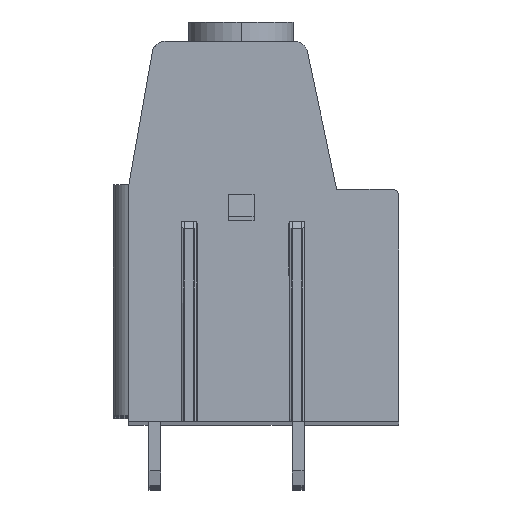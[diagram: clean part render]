
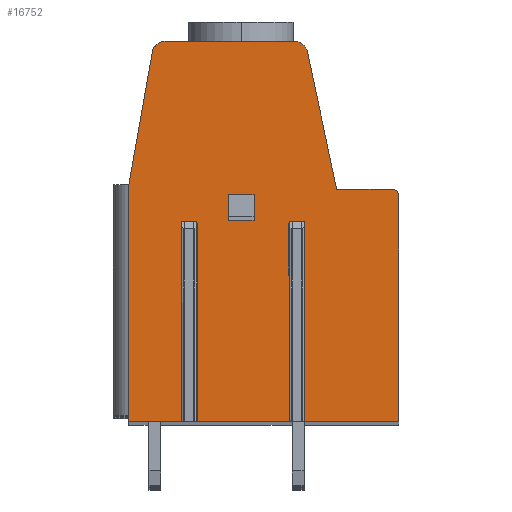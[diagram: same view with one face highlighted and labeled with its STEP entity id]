
A CAD part, top view. The second image highlights one B-rep face of the part: STEP entity #16752.
In plain terms, the highlighted planar face has unit normal (0, 0, 1).
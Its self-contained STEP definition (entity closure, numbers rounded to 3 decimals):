
#3968=DIRECTION('',(0.,1.,0.));
#3969=VECTOR('',#3968,2.);
#3970=CARTESIAN_POINT('',(-0.75,0.85,5.08));
#3971=LINE('',#3970,#3969);
#3972=DIRECTION('',(1.,0.,0.));
#3973=VECTOR('',#3972,2.);
#3974=CARTESIAN_POINT('',(-2.75,2.85,5.08));
#3975=LINE('',#3974,#3973);
#3976=DIRECTION('',(0.,1.,0.));
#3977=VECTOR('',#3976,2.);
#3978=CARTESIAN_POINT('',(-2.75,0.85,5.08));
#3979=LINE('',#3978,#3977);
#3980=DIRECTION('',(1.,0.,0.));
#3981=VECTOR('',#3980,2.);
#3982=CARTESIAN_POINT('',(-2.75,0.85,5.08));
#3983=LINE('',#3982,#3981);
#3984=CARTESIAN_POINT('',(2.386,13.65,5.08));
#3985=DIRECTION('',(0.,0.,1.));
#3986=DIRECTION('',(0.978,0.208,0.));
#3987=AXIS2_PLACEMENT_3D('',#3984,#3985,#3986);
#3989=DIRECTION('',(-0.208,0.978,0.));
#3990=VECTOR('',#3989,10.845);
#3991=CARTESIAN_POINT('',(5.619,3.25,5.08));
#3992=LINE('',#3991,#3990);
#3993=DIRECTION('',(-1.,0.,0.));
#3994=VECTOR('',#3993,4.281);
#3995=CARTESIAN_POINT('',(9.9,3.25,5.08));
#3996=LINE('',#3995,#3994);
#3997=CARTESIAN_POINT('',(9.9,2.75,5.08));
#3998=DIRECTION('',(0.,0.,1.));
#3999=DIRECTION('',(1.,0.,0.));
#4000=AXIS2_PLACEMENT_3D('',#3997,#3998,#3999);
#4002=DIRECTION('',(0.,1.,0.));
#4003=VECTOR('',#4002,17.4);
#4004=CARTESIAN_POINT('',(10.4,-14.65,5.08));
#4005=LINE('',#4004,#4003);
#4006=DIRECTION('',(1.,0.,0.));
#4007=VECTOR('',#4006,7.525);
#4008=CARTESIAN_POINT('',(2.875,-14.65,5.08));
#4009=LINE('',#4008,#4007);
#4010=DIRECTION('',(0.,1.,0.));
#4011=VECTOR('',#4010,15.4);
#4012=CARTESIAN_POINT('',(2.875,-14.65,5.08));
#4013=LINE('',#4012,#4011);
#4014=DIRECTION('',(1.,0.,0.));
#4015=VECTOR('',#4014,0.65);
#4016=CARTESIAN_POINT('',(2.225,0.75,5.08));
#4017=LINE('',#4016,#4015);
#4018=DIRECTION('',(0.,1.,0.));
#4019=VECTOR('',#4018,15.4);
#4020=CARTESIAN_POINT('',(2.225,-14.65,5.08));
#4021=LINE('',#4020,#4019);
#4022=DIRECTION('',(1.,0.,0.));
#4023=VECTOR('',#4022,7.65);
#4024=CARTESIAN_POINT('',(-5.425,-14.65,5.08));
#4025=LINE('',#4024,#4023);
#4026=DIRECTION('',(0.,1.,0.));
#4027=VECTOR('',#4026,15.4);
#4028=CARTESIAN_POINT('',(-5.425,-14.65,5.08));
#4029=LINE('',#4028,#4027);
#4030=DIRECTION('',(1.,0.,0.));
#4031=VECTOR('',#4030,0.65);
#4032=CARTESIAN_POINT('',(-6.075,0.75,5.08));
#4033=LINE('',#4032,#4031);
#4034=DIRECTION('',(0.,1.,0.));
#4035=VECTOR('',#4034,15.4);
#4036=CARTESIAN_POINT('',(-6.075,-14.65,5.08));
#4037=LINE('',#4036,#4035);
#4038=DIRECTION('',(1.,0.,0.));
#4039=VECTOR('',#4038,4.325);
#4040=CARTESIAN_POINT('',(-10.4,-14.65,5.08));
#4041=LINE('',#4040,#4039);
#4042=DIRECTION('',(0.,-1.,0.));
#4043=VECTOR('',#4042,18.25);
#4044=CARTESIAN_POINT('',(-10.4,3.6,5.08));
#4045=LINE('',#4044,#4043);
#4046=DIRECTION('',(-0.174,-0.985,0.));
#4047=VECTOR('',#4046,10.381);
#4048=CARTESIAN_POINT('',(-8.597,13.824,5.08));
#4049=LINE('',#4048,#4047);
#4050=CARTESIAN_POINT('',(-7.612,13.65,5.08));
#4051=DIRECTION('',(0.,0.,1.));
#4052=DIRECTION('',(0.,1.,0.));
#4053=AXIS2_PLACEMENT_3D('',#4050,#4051,#4052);
#4055=DIRECTION('',(-1.,0.,0.));
#4056=VECTOR('',#4055,9.998);
#4057=CARTESIAN_POINT('',(2.386,14.65,5.08));
#4058=LINE('',#4057,#4056);
#9431=CARTESIAN_POINT('',(-10.4,3.6,5.08));
#9432=CARTESIAN_POINT('',(-10.4,-14.65,5.08));
#9433=VERTEX_POINT('',#9431);
#9434=VERTEX_POINT('',#9432);
#9436=CARTESIAN_POINT('',(10.4,-14.65,5.08));
#9438=VERTEX_POINT('',#9436);
#9440=CARTESIAN_POINT('',(5.619,3.25,5.08));
#9442=VERTEX_POINT('',#9440);
#9483=CARTESIAN_POINT('',(-6.075,-14.65,5.08));
#9484=VERTEX_POINT('',#9483);
#9485=CARTESIAN_POINT('',(-5.425,-14.65,5.08));
#9486=CARTESIAN_POINT('',(2.225,-14.65,5.08));
#9487=VERTEX_POINT('',#9485);
#9488=VERTEX_POINT('',#9486);
#9489=CARTESIAN_POINT('',(2.875,-14.65,5.08));
#9490=VERTEX_POINT('',#9489);
#9491=CARTESIAN_POINT('',(-6.075,0.75,5.08));
#9492=CARTESIAN_POINT('',(-5.425,0.75,5.08));
#9493=VERTEX_POINT('',#9491);
#9494=VERTEX_POINT('',#9492);
#9495=CARTESIAN_POINT('',(2.225,0.75,5.08));
#9496=CARTESIAN_POINT('',(2.875,0.75,5.08));
#9497=VERTEX_POINT('',#9495);
#9498=VERTEX_POINT('',#9496);
#9517=CARTESIAN_POINT('',(-0.75,0.85,5.08));
#9518=CARTESIAN_POINT('',(-0.75,2.85,5.08));
#9519=VERTEX_POINT('',#9517);
#9520=VERTEX_POINT('',#9518);
#9521=CARTESIAN_POINT('',(-2.75,0.85,5.08));
#9522=CARTESIAN_POINT('',(-2.75,2.85,5.08));
#9523=VERTEX_POINT('',#9521);
#9524=VERTEX_POINT('',#9522);
#9647=CARTESIAN_POINT('',(3.364,13.858,5.08));
#9648=VERTEX_POINT('',#9647);
#9649=CARTESIAN_POINT('',(2.386,14.65,5.08));
#9650=VERTEX_POINT('',#9649);
#9655=CARTESIAN_POINT('',(-7.612,14.65,5.08));
#9656=CARTESIAN_POINT('',(-8.597,13.824,5.08));
#9657=VERTEX_POINT('',#9655);
#9658=VERTEX_POINT('',#9656);
#9663=CARTESIAN_POINT('',(10.4,2.75,5.08));
#9664=VERTEX_POINT('',#9663);
#9665=CARTESIAN_POINT('',(9.9,3.25,5.08));
#9666=VERTEX_POINT('',#9665);
#16711=CARTESIAN_POINT('',(0.,0.,5.08));
#16712=DIRECTION('',(0.,0.,1.));
#16713=DIRECTION('',(1.,0.,0.));
#16714=AXIS2_PLACEMENT_3D('',#16711,#16712,#16713);
#16715=PLANE('',#16714);
#16716=ORIENTED_EDGE('',*,*,#12277,.F.);
#16717=ORIENTED_EDGE('',*,*,#12293,.F.);
#16718=ORIENTED_EDGE('',*,*,#12305,.F.);
#16719=ORIENTED_EDGE('',*,*,#12320,.F.);
#16720=ORIENTED_EDGE('',*,*,#12335,.F.);
#16721=ORIENTED_EDGE('',*,*,#12569,.F.);
#16723=ORIENTED_EDGE('',*,*,#16722,.T.);
#16725=ORIENTED_EDGE('',*,*,#16724,.F.);
#16727=ORIENTED_EDGE('',*,*,#16726,.F.);
#16728=ORIENTED_EDGE('',*,*,#12553,.F.);
#16730=ORIENTED_EDGE('',*,*,#16729,.T.);
#16732=ORIENTED_EDGE('',*,*,#16731,.F.);
#16734=ORIENTED_EDGE('',*,*,#16733,.F.);
#16735=ORIENTED_EDGE('',*,*,#12537,.F.);
#16736=ORIENTED_EDGE('',*,*,#13315,.F.);
#16737=ORIENTED_EDGE('',*,*,#13437,.F.);
#16738=ORIENTED_EDGE('',*,*,#13854,.F.);
#16739=ORIENTED_EDGE('',*,*,#14112,.F.);
#16740=EDGE_LOOP('',(#16716,#16717,#16718,#16719,#16720,#16721,#16723,#16725,
#16727,#16728,#16730,#16732,#16734,#16735,#16736,#16737,#16738,#16739));
#16741=FACE_OUTER_BOUND('',#16740,.F.);
#16743=ORIENTED_EDGE('',*,*,#16742,.T.);
#16745=ORIENTED_EDGE('',*,*,#16744,.F.);
#16747=ORIENTED_EDGE('',*,*,#16746,.F.);
#16749=ORIENTED_EDGE('',*,*,#16748,.T.);
#16750=EDGE_LOOP('',(#16743,#16745,#16747,#16749));
#16751=FACE_BOUND('',#16750,.F.);
#3988=CIRCLE('',#3987,1.);
#4001=CIRCLE('',#4000,0.5);
#4054=CIRCLE('',#4053,1.);
#12277=EDGE_CURVE('',#9648,#9650,#3988,.T.);
#12293=EDGE_CURVE('',#9442,#9648,#3992,.T.);
#12305=EDGE_CURVE('',#9666,#9442,#3996,.T.);
#12320=EDGE_CURVE('',#9664,#9666,#4001,.T.);
#12335=EDGE_CURVE('',#9438,#9664,#4005,.T.);
#12537=EDGE_CURVE('',#9434,#9484,#4041,.T.);
#12553=EDGE_CURVE('',#9487,#9488,#4025,.T.);
#12569=EDGE_CURVE('',#9490,#9438,#4009,.T.);
#13315=EDGE_CURVE('',#9433,#9434,#4045,.T.);
#13437=EDGE_CURVE('',#9658,#9433,#4049,.T.);
#13854=EDGE_CURVE('',#9657,#9658,#4054,.T.);
#14112=EDGE_CURVE('',#9650,#9657,#4058,.T.);
#16722=EDGE_CURVE('',#9490,#9498,#4013,.T.);
#16724=EDGE_CURVE('',#9497,#9498,#4017,.T.);
#16726=EDGE_CURVE('',#9488,#9497,#4021,.T.);
#16729=EDGE_CURVE('',#9487,#9494,#4029,.T.);
#16731=EDGE_CURVE('',#9493,#9494,#4033,.T.);
#16733=EDGE_CURVE('',#9484,#9493,#4037,.T.);
#16742=EDGE_CURVE('',#9519,#9520,#3971,.T.);
#16744=EDGE_CURVE('',#9524,#9520,#3975,.T.);
#16746=EDGE_CURVE('',#9523,#9524,#3979,.T.);
#16748=EDGE_CURVE('',#9523,#9519,#3983,.T.);
#16752=ADVANCED_FACE('',(#16741,#16751),#16715,.T.);
